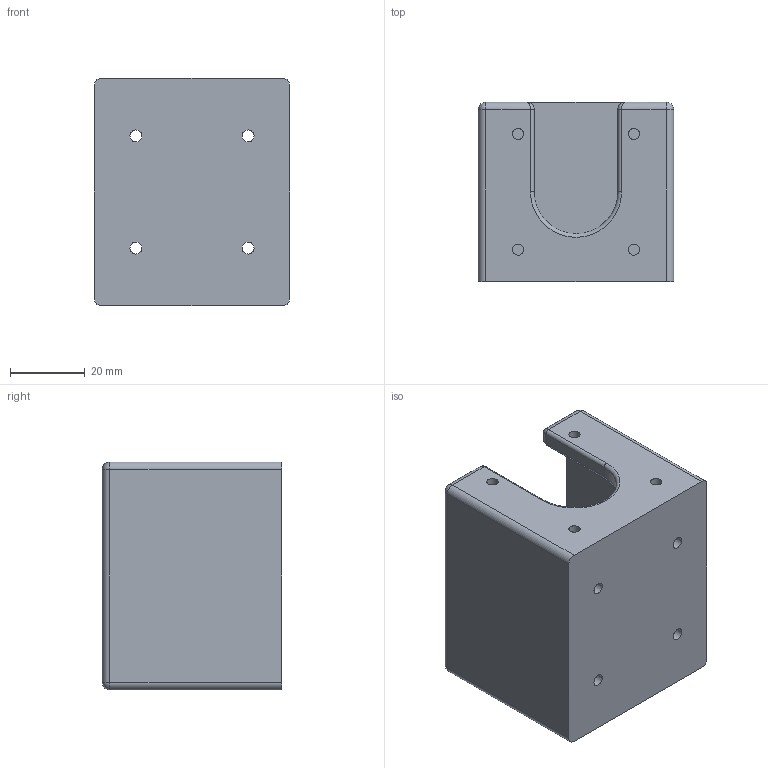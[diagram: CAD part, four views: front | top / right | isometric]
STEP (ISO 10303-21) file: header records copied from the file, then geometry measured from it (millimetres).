
FILE_DESCRIPTION(/* description */ (''),/* implementation_level */ '2;1');
FILE_NAME(/* name */ '',/* time_stamp */ '2025-12-13T19:40:53+03:00',/* author */ ('I9232'),/* organization */ (''),/* preprocessor_version */ 'ST-DEVELOPER v19.2',/* originating_system */ 'Autodesk Inventor 2023',/* authorisation */ '');
FILE_SCHEMA (('AUTOMOTIVE_DESIGN { 1 0 10303 214 3 1 1 }'));
Length unit declared in the file: millimetre
Products named in the file (1): Крепление_мотора
Bounding box: 52.3 x 48 x 61 mm (x, y, z)
Volume: 51967 mm3; surface area: 24052.1 mm2
Topology: 1 solids, 1 shells, 51 faces, 123 edges, 72 vertices
Faces by surface type: cylinder 26, plane 15, bspline 4, sphere 4, torus 2
Full cylindrical faces by diameter (mm): 3 x4, 3.2 x4
Entity records: 1618 total; most frequent: CARTESIAN_POINT 319, DIRECTION 273, ORIENTED_EDGE 242, EDGE_CURVE 121, AXIS2_PLACEMENT_3D 104, VERTEX_POINT 72, EDGE_LOOP 67, LINE 65
